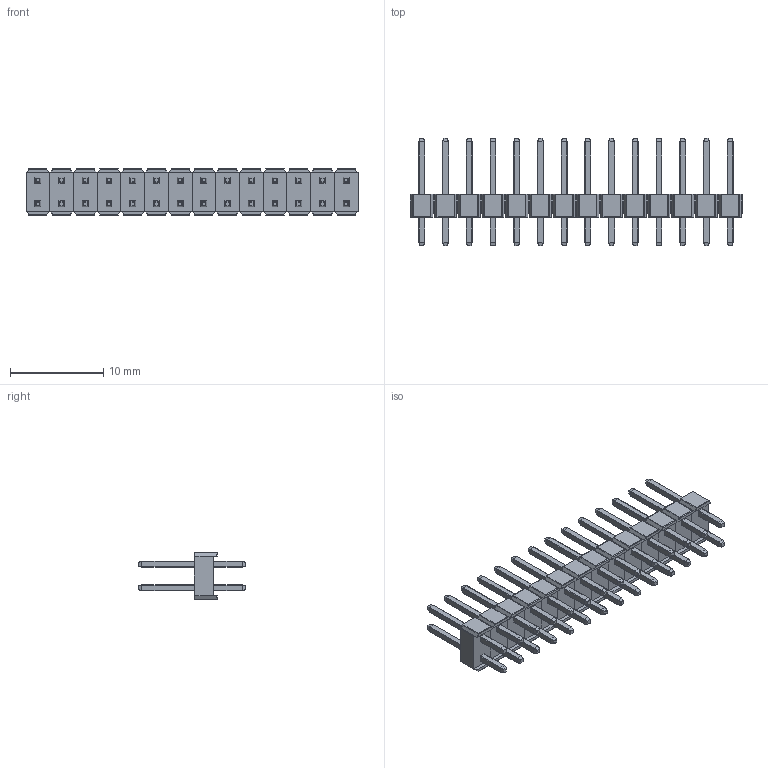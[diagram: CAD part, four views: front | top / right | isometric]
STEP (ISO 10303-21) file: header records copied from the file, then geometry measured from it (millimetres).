
FILE_DESCRIPTION(/* description */ ('STEP AP242','CAx-IF Rec.Pracs.---Representation and Presentation of Product Manufacturing Information (PMI)---4.0---2014-10-13','CAx-IF Rec.Pracs.---3D Tessellated Geometry---0.4---2014-09-14','2;1'),/* implementation_level */ '2;1');
FILE_NAME(/* name */ '61a55c2332a8b941d079ee0a',/* time_stamp */ '2021-11-29T23:03:03+00:00',/* author */ (''),/* organization */ (''),/* preprocessor_version */ 'ST-DEVELOPER v18.1',/* originating_system */ ' ',/* authorisation */ ' ');
FILE_SCHEMA (('AP242_MANAGED_MODEL_BASED_3D_ENGINEERING_MIM_LF { 1 0 10303 442 1 1 4 }'));
Products named in the file (70): PH2-04-UA
Bounding box: 35.56 x 11.55 x 5 mm (x, y, z)
Volume: 478.2 mm3; surface area: 1775.9 mm2
Topology: 70 solids, 70 shells, 2548 faces, 6216 edges, 3472 vertices
Faces by surface type: cylinder 1176, plane 924, sphere 224, torus 112, bspline 112
Entity records: 74720 total; most frequent: CARTESIAN_POINT 14798, DIRECTION 12908, ORIENTED_EDGE 11760, EDGE_CURVE 5880, AXIS2_PLACEMENT_3D 4830, VERTEX_POINT 3472, LINE 3248, VECTOR 3248
